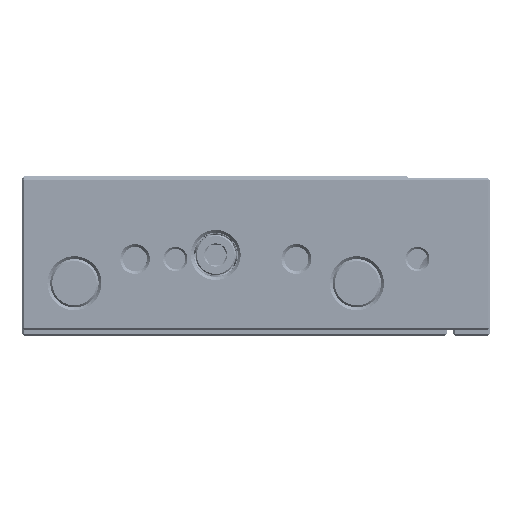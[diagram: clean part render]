
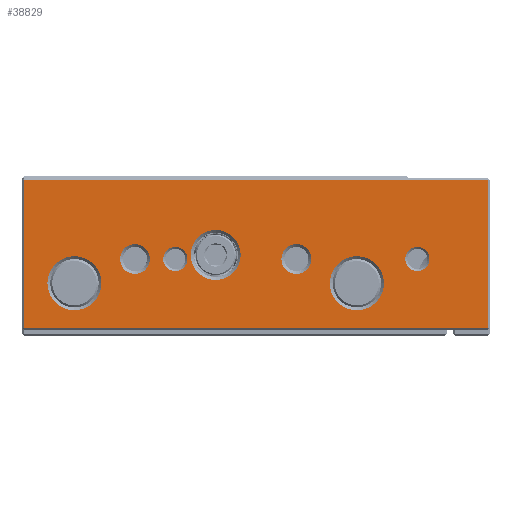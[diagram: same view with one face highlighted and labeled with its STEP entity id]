
A CAD part, left-side view. The second image highlights one B-rep face of the part: STEP entity #38829.
In plain terms, the highlighted planar face has unit normal (-1, 0, 0).
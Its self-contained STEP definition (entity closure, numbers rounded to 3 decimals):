
#875=FACE_BOUND('',#3956,.T.);
#876=FACE_BOUND('',#3957,.T.);
#877=FACE_BOUND('',#3958,.T.);
#878=FACE_BOUND('',#3959,.T.);
#879=FACE_BOUND('',#3960,.T.);
#880=FACE_BOUND('',#3961,.T.);
#881=FACE_BOUND('',#3962,.T.);
#1209=PLANE('',#41296);
#1683=FACE_OUTER_BOUND('',#3955,.T.);
#3955=EDGE_LOOP('',(#25452,#25453,#25454,#25455));
#3956=EDGE_LOOP('',(#25456));
#3957=EDGE_LOOP('',(#25457));
#3958=EDGE_LOOP('',(#25458));
#3959=EDGE_LOOP('',(#25459));
#3960=EDGE_LOOP('',(#25460));
#3961=EDGE_LOOP('',(#25461));
#3962=EDGE_LOOP('',(#25462));
#6375=CIRCLE('',#41297,6.7);
#6376=CIRCLE('',#41298,6.7);
#6377=CIRCLE('',#41299,3.);
#6378=CIRCLE('',#41300,3.7);
#6379=CIRCLE('',#41301,3.7);
#6380=CIRCLE('',#41302,3.);
#6381=CIRCLE('',#41303,6.2);
#10675=LINE('',#57804,#12608);
#10678=LINE('',#57808,#12611);
#10683=LINE('',#57816,#12616);
#10688=LINE('',#57823,#12621);
#12608=VECTOR('',#44647,10.);
#12611=VECTOR('',#44652,10.);
#12616=VECTOR('',#44663,10.);
#12621=VECTOR('',#44672,10.);
#14731=VERTEX_POINT('',#57759);
#14739=VERTEX_POINT('',#57776);
#14743=VERTEX_POINT('',#57790);
#14748=VERTEX_POINT('',#57800);
#14764=VERTEX_POINT('',#57869);
#14765=VERTEX_POINT('',#57871);
#14766=VERTEX_POINT('',#57873);
#14767=VERTEX_POINT('',#57875);
#14768=VERTEX_POINT('',#57877);
#14769=VERTEX_POINT('',#57879);
#14770=VERTEX_POINT('',#57881);
#19009=EDGE_CURVE('',#14743,#14748,#10675,.T.);
#19012=EDGE_CURVE('',#14748,#14739,#10678,.T.);
#19017=EDGE_CURVE('',#14731,#14743,#10683,.T.);
#19022=EDGE_CURVE('',#14739,#14731,#10688,.T.);
#19046=EDGE_CURVE('',#14764,#14764,#6375,.T.);
#19047=EDGE_CURVE('',#14765,#14765,#6376,.T.);
#19048=EDGE_CURVE('',#14766,#14766,#6377,.T.);
#19049=EDGE_CURVE('',#14767,#14767,#6378,.T.);
#19050=EDGE_CURVE('',#14768,#14768,#6379,.T.);
#19051=EDGE_CURVE('',#14769,#14769,#6380,.T.);
#19052=EDGE_CURVE('',#14770,#14770,#6381,.T.);
#25452=ORIENTED_EDGE('',*,*,#19009,.F.);
#25453=ORIENTED_EDGE('',*,*,#19017,.F.);
#25454=ORIENTED_EDGE('',*,*,#19022,.F.);
#25455=ORIENTED_EDGE('',*,*,#19012,.F.);
#25456=ORIENTED_EDGE('',*,*,#19046,.F.);
#25457=ORIENTED_EDGE('',*,*,#19047,.F.);
#25458=ORIENTED_EDGE('',*,*,#19048,.F.);
#25459=ORIENTED_EDGE('',*,*,#19049,.F.);
#25460=ORIENTED_EDGE('',*,*,#19050,.F.);
#25461=ORIENTED_EDGE('',*,*,#19051,.F.);
#25462=ORIENTED_EDGE('',*,*,#19052,.F.);
#38829=ADVANCED_FACE('',(#1683,#875,#876,#877,#878,#879,#880,#881),#1209,
 .T.);
#41296=AXIS2_PLACEMENT_3D('',#57868,#44723,#44724);
#41297=AXIS2_PLACEMENT_3D('',#57870,#44725,#44726);
#41298=AXIS2_PLACEMENT_3D('',#57872,#44727,#44728);
#41299=AXIS2_PLACEMENT_3D('',#57874,#44729,#44730);
#41300=AXIS2_PLACEMENT_3D('',#57876,#44731,#44732);
#41301=AXIS2_PLACEMENT_3D('',#57878,#44733,#44734);
#41302=AXIS2_PLACEMENT_3D('',#57880,#44735,#44736);
#41303=AXIS2_PLACEMENT_3D('',#57882,#44737,#44738);
#44647=DIRECTION('',(0.,1.,0.));
#44652=DIRECTION('',(0.,0.,1.));
#44663=DIRECTION('',(0.,0.,-1.));
#44672=DIRECTION('',(0.,-1.,0.));
#44723=DIRECTION('center_axis',(-1.,0.,0.));
#44724=DIRECTION('ref_axis',(0.,-1.,0.));
#44725=DIRECTION('center_axis',(-1.,0.,0.));
#44726=DIRECTION('ref_axis',(0.,0.,1.));
#44727=DIRECTION('center_axis',(-1.,0.,0.));
#44728=DIRECTION('ref_axis',(0.,0.,1.));
#44729=DIRECTION('center_axis',(-1.,0.,0.));
#44730=DIRECTION('ref_axis',(0.,0.,1.));
#44731=DIRECTION('center_axis',(-1.,0.,0.));
#44732=DIRECTION('ref_axis',(0.,0.,1.));
#44733=DIRECTION('center_axis',(-1.,0.,0.));
#44734=DIRECTION('ref_axis',(0.,0.,1.));
#44735=DIRECTION('center_axis',(-1.,0.,0.));
#44736=DIRECTION('ref_axis',(0.,0.,1.));
#44737=DIRECTION('center_axis',(-1.,0.,0.));
#44738=DIRECTION('ref_axis',(0.,0.,1.));
#57759=CARTESIAN_POINT('',(0.,0.5,37.));
#57776=CARTESIAN_POINT('',(0.,115.5,37.));
#57790=CARTESIAN_POINT('',(0.,0.5,0.5));
#57800=CARTESIAN_POINT('',(0.,115.5,0.5));
#57804=CARTESIAN_POINT('',(0.,87.,0.5));
#57808=CARTESIAN_POINT('',(0.,115.5,0.));
#57816=CARTESIAN_POINT('',(0.,0.5,0.));
#57823=CARTESIAN_POINT('',(0.,87.,37.));
#57868=CARTESIAN_POINT('Origin',(0.,116.,0.));
#57869=CARTESIAN_POINT('',(0.,33.,4.8));
#57870=CARTESIAN_POINT('Origin',(0.,33.,11.5));
#57871=CARTESIAN_POINT('',(0.,103.,4.8));
#57872=CARTESIAN_POINT('Origin',(0.,103.,11.5));
#57873=CARTESIAN_POINT('',(0.,78.,14.5));
#57874=CARTESIAN_POINT('Origin',(0.,78.,17.5));
#57875=CARTESIAN_POINT('',(0.,88.,13.8));
#57876=CARTESIAN_POINT('Origin',(0.,88.,17.5));
#57877=CARTESIAN_POINT('',(0.,48.,13.8));
#57878=CARTESIAN_POINT('Origin',(0.,48.,17.5));
#57879=CARTESIAN_POINT('',(0.,18.,14.5));
#57880=CARTESIAN_POINT('Origin',(0.,18.,17.5));
#57881=CARTESIAN_POINT('',(0.,68.,12.3));
#57882=CARTESIAN_POINT('Origin',(0.,68.,18.5));
